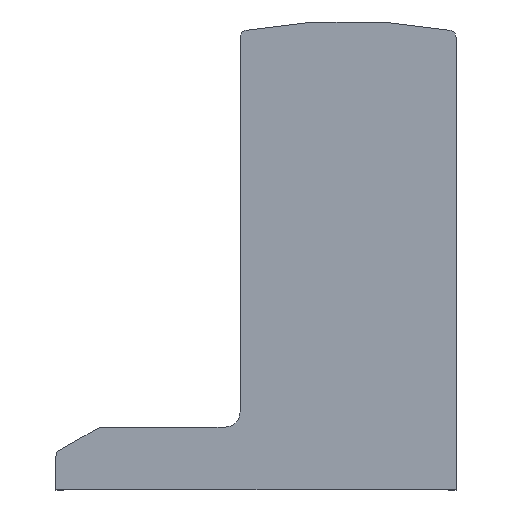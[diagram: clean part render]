
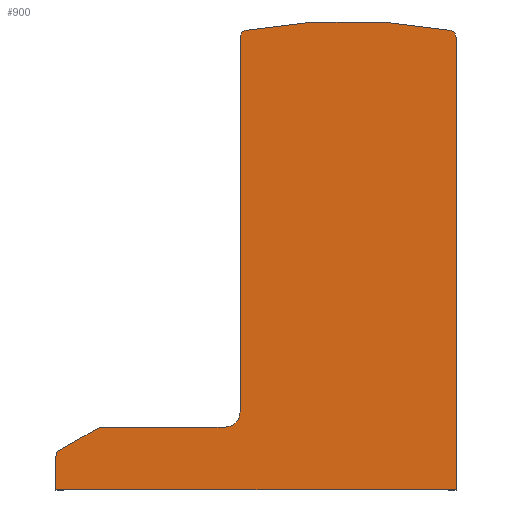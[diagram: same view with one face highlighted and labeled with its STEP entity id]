
A CAD part, top view. The second image highlights one B-rep face of the part: STEP entity #900.
In plain terms, the highlighted planar face has unit normal (0, 0, 1).
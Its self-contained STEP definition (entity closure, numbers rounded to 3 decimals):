
#6 = ORIENTED_EDGE ( 'NONE', *, *, #309, .T. ) ;
#8 = ORIENTED_EDGE ( 'NONE', *, *, #448, .T. ) ;
#45 = DIRECTION ( 'NONE',  ( -0.866, -0.5, 0. ) ) ;
#71 = VECTOR ( 'NONE', #909, 1000. ) ;
#72 = VERTEX_POINT ( 'NONE', #125 ) ;
#81 = DIRECTION ( 'NONE',  ( 1., 0., 0. ) ) ;
#83 = DIRECTION ( 'NONE',  ( 1., 0., 0. ) ) ;
#96 = DIRECTION ( 'NONE',  ( 0., 0., 1. ) ) ;
#124 = CARTESIAN_POINT ( 'NONE',  ( -57.5, 20.75, 8. ) ) ;
#125 = CARTESIAN_POINT ( 'NONE',  ( -1.639, 122.367, 8. ) ) ;
#151 = VECTOR ( 'NONE', #1150, 1000. ) ;
#157 = EDGE_CURVE ( 'NONE', #72, #356, #818, .T. ) ;
#160 = CARTESIAN_POINT ( 'NONE',  ( -28.75, -25.162, 8. ) ) ;
#167 = AXIS2_PLACEMENT_3D ( 'NONE', #893, #272, #1064 ) ;
#187 = LINE ( 'NONE', #728, #151 ) ;
#188 = EDGE_CURVE ( 'NONE', #1152, #470, #372, .T. ) ;
#228 = EDGE_CURVE ( 'NONE', #470, #608, #1137, .T. ) ;
#240 = DIRECTION ( 'NONE',  ( 1., 0., 0. ) ) ;
#261 = DIRECTION ( 'NONE',  ( 0., 0., 1. ) ) ;
#264 = VECTOR ( 'NONE', #390, 1000. ) ;
#272 = DIRECTION ( 'NONE',  ( 0., 0., 1. ) ) ;
#286 = VERTEX_POINT ( 'NONE', #364 ) ;
#292 = CARTESIAN_POINT ( 'NONE',  ( -95.273, 16.482, 8. ) ) ;
#309 = EDGE_CURVE ( 'NONE', #899, #1014, #371, .T. ) ;
#329 = ORIENTED_EDGE ( 'NONE', *, *, #157, .T. ) ;
#332 = EDGE_CURVE ( 'NONE', #1014, #515, #187, .T. ) ;
#333 = AXIS2_PLACEMENT_3D ( 'NONE', #160, #588, #677 ) ;
#343 = VERTEX_POINT ( 'NONE', #984 ) ;
#344 = CARTESIAN_POINT ( 'NONE',  ( -106.5, 0., 8. ) ) ;
#349 = CARTESIAN_POINT ( 'NONE',  ( 0., 0., 8. ) ) ;
#351 = CIRCLE ( 'NONE', #685, 4. ) ;
#356 = VERTEX_POINT ( 'NONE', #539 ) ;
#364 = CARTESIAN_POINT ( 'NONE',  ( -106.5, 8.845, 8. ) ) ;
#371 = LINE ( 'NONE', #344, #1117 ) ;
#372 = CIRCLE ( 'NONE', #989, 2. ) ;
#390 = DIRECTION ( 'NONE',  ( 0., -1., 0. ) ) ;
#410 = CARTESIAN_POINT ( 'NONE',  ( -106.5, 0., 8. ) ) ;
#448 = EDGE_CURVE ( 'NONE', #286, #899, #472, .T. ) ;
#452 = CARTESIAN_POINT ( 'NONE',  ( -61.5, 16.75, 8. ) ) ;
#463 = EDGE_CURVE ( 'NONE', #343, #750, #745, .T. ) ;
#470 = VERTEX_POINT ( 'NONE', #292 ) ;
#472 = LINE ( 'NONE', #919, #264 ) ;
#494 = DIRECTION ( 'NONE',  ( 0., 0., -1. ) ) ;
#498 = AXIS2_PLACEMENT_3D ( 'NONE', #1126, #1035, #240 ) ;
#500 = DIRECTION ( 'NONE',  ( 0., 0., 1. ) ) ;
#515 = VERTEX_POINT ( 'NONE', #1092 ) ;
#517 = DIRECTION ( 'NONE',  ( -1., 0., 0. ) ) ;
#518 = VECTOR ( 'NONE', #45, 1000. ) ;
#519 = CIRCLE ( 'NONE', #1043, 2. ) ;
#539 = CARTESIAN_POINT ( 'NONE',  ( -55.861, 122.367, 8. ) ) ;
#549 = ORIENTED_EDGE ( 'NONE', *, *, #228, .T. ) ;
#562 = EDGE_CURVE ( 'NONE', #750, #678, #351, .T. ) ;
#578 = EDGE_CURVE ( 'NONE', #608, #286, #519, .T. ) ;
#588 = DIRECTION ( 'NONE',  ( 0., 0., 1. ) ) ;
#591 = EDGE_CURVE ( 'NONE', #356, #343, #1154, .T. ) ;
#593 = DIRECTION ( 'NONE',  ( 1., 0., 0. ) ) ;
#608 = VERTEX_POINT ( 'NONE', #815 ) ;
#617 = ORIENTED_EDGE ( 'NONE', *, *, #1020, .T. ) ;
#641 = ORIENTED_EDGE ( 'NONE', *, *, #1103, .T. ) ;
#654 = CARTESIAN_POINT ( 'NONE',  ( -57.5, 120.4, 8. ) ) ;
#665 = VECTOR ( 'NONE', #517, 1000. ) ;
#672 = FACE_OUTER_BOUND ( 'NONE', #1147, .T. ) ;
#677 = DIRECTION ( 'NONE',  ( 1., 0., 0. ) ) ;
#678 = VERTEX_POINT ( 'NONE', #452 ) ;
#680 = PLANE ( 'NONE',  #498 ) ;
#685 = AXIS2_PLACEMENT_3D ( 'NONE', #1116, #494, #852 ) ;
#710 = CARTESIAN_POINT ( 'NONE',  ( -2., 120.4, 8. ) ) ;
#719 = AXIS2_PLACEMENT_3D ( 'NONE', #710, #261, #83 ) ;
#728 = CARTESIAN_POINT ( 'NONE',  ( 0., 0., 8. ) ) ;
#745 = LINE ( 'NONE', #654, #71 ) ;
#750 = VERTEX_POINT ( 'NONE', #124 ) ;
#793 = ORIENTED_EDGE ( 'NONE', *, *, #463, .T. ) ;
#815 = CARTESIAN_POINT ( 'NONE',  ( -105.5, 10.577, 8. ) ) ;
#818 = CIRCLE ( 'NONE', #333, 150. ) ;
#852 = DIRECTION ( 'NONE',  ( -1., 0., 0. ) ) ;
#855 = CIRCLE ( 'NONE', #719, 2. ) ;
#888 = LINE ( 'NONE', #1155, #665 ) ;
#893 = CARTESIAN_POINT ( 'NONE',  ( -55.5, 120.4, 8. ) ) ;
#899 = VERTEX_POINT ( 'NONE', #410 ) ;
#900 = ADVANCED_FACE ( 'NONE', ( #672 ), #680, .T. ) ;
#902 = ORIENTED_EDGE ( 'NONE', *, *, #578, .T. ) ;
#904 = CARTESIAN_POINT ( 'NONE',  ( -104.5, 8.845, 8. ) ) ;
#909 = DIRECTION ( 'NONE',  ( 0., -1., 0. ) ) ;
#919 = CARTESIAN_POINT ( 'NONE',  ( -106.5, 8.845, 8. ) ) ;
#922 = CARTESIAN_POINT ( 'NONE',  ( -94.273, 16.75, 8. ) ) ;
#943 = ORIENTED_EDGE ( 'NONE', *, *, #591, .T. ) ;
#965 = CARTESIAN_POINT ( 'NONE',  ( -94.273, 14.75, 8. ) ) ;
#973 = DIRECTION ( 'NONE',  ( 1., 0., 0. ) ) ;
#984 = CARTESIAN_POINT ( 'NONE',  ( -57.5, 120.4, 8. ) ) ;
#989 = AXIS2_PLACEMENT_3D ( 'NONE', #965, #500, #593 ) ;
#1014 = VERTEX_POINT ( 'NONE', #349 ) ;
#1020 = EDGE_CURVE ( 'NONE', #515, #72, #855, .T. ) ;
#1033 = ORIENTED_EDGE ( 'NONE', *, *, #332, .T. ) ;
#1035 = DIRECTION ( 'NONE',  ( 0., 0., 1. ) ) ;
#1043 = AXIS2_PLACEMENT_3D ( 'NONE', #904, #96, #81 ) ;
#1064 = DIRECTION ( 'NONE',  ( 1., 0., 0. ) ) ;
#1067 = ORIENTED_EDGE ( 'NONE', *, *, #188, .T. ) ;
#1071 = ORIENTED_EDGE ( 'NONE', *, *, #562, .T. ) ;
#1092 = CARTESIAN_POINT ( 'NONE',  ( 0., 120.4, 8. ) ) ;
#1103 = EDGE_CURVE ( 'NONE', #678, #1152, #888, .T. ) ;
#1116 = CARTESIAN_POINT ( 'NONE',  ( -61.5, 20.75, 8. ) ) ;
#1117 = VECTOR ( 'NONE', #973, 1000. ) ;
#1126 = CARTESIAN_POINT ( 'NONE',  ( -2., 120.4, 8. ) ) ;
#1137 = LINE ( 'NONE', #1141, #518 ) ;
#1141 = CARTESIAN_POINT ( 'NONE',  ( -95.273, 16.482, 8. ) ) ;
#1147 = EDGE_LOOP ( 'NONE', ( #6, #1033, #617, #329, #943, #793, #1071, #641, #1067, #549, #902, #8 ) ) ;
#1150 = DIRECTION ( 'NONE',  ( 0., 1., 0. ) ) ;
#1152 = VERTEX_POINT ( 'NONE', #922 ) ;
#1154 = CIRCLE ( 'NONE', #167, 2. ) ;
#1155 = CARTESIAN_POINT ( 'NONE',  ( -61.5, 16.75, 8. ) ) ;
